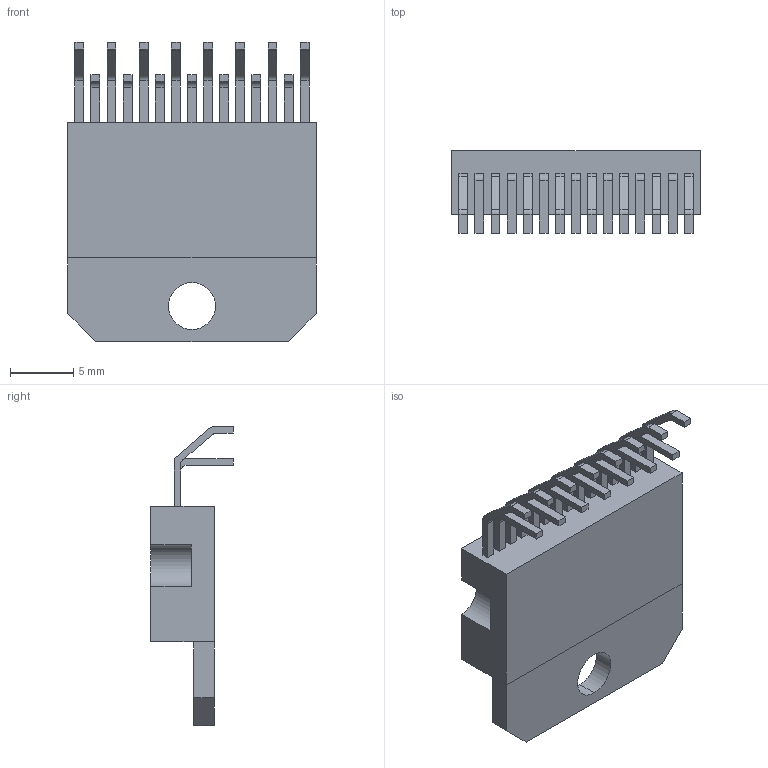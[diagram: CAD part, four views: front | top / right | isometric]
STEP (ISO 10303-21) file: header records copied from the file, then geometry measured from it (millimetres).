
FILE_DESCRIPTION (( 'STEP AP214' ), '1' );
FILE_NAME ('User Library-Multiwatt15H.STEP', '2012-06-03T16:45:17', ( 'sysAdmin' ), ( 'SolidWorks' ), 'SwSTEP 2.0', 'SolidWorks 2012', '' );
FILE_SCHEMA (( 'AUTOMOTIVE_DESIGN' ));
Length unit declared in the file: millimetre
Products named in the file (1): User Library-Multiwatt15H
Bounding box: 19.6 x 6.5 x 23.6 mm (x, y, z)
Volume: 1248.7 mm3; surface area: 1368.9 mm2
Topology: 2 solids, 2 shells, 193 faces, 516 edges, 344 vertices
Faces by surface type: plane 139, cylinder 54
Entity records: 8168 total; most frequent: CARTESIAN_POINT 1054, ORIENTED_EDGE 1032, DIRECTION 1012, EDGE_CURVE 516, LINE 408, VECTOR 408, VERTEX_POINT 344, AXIS2_PLACEMENT_3D 302
